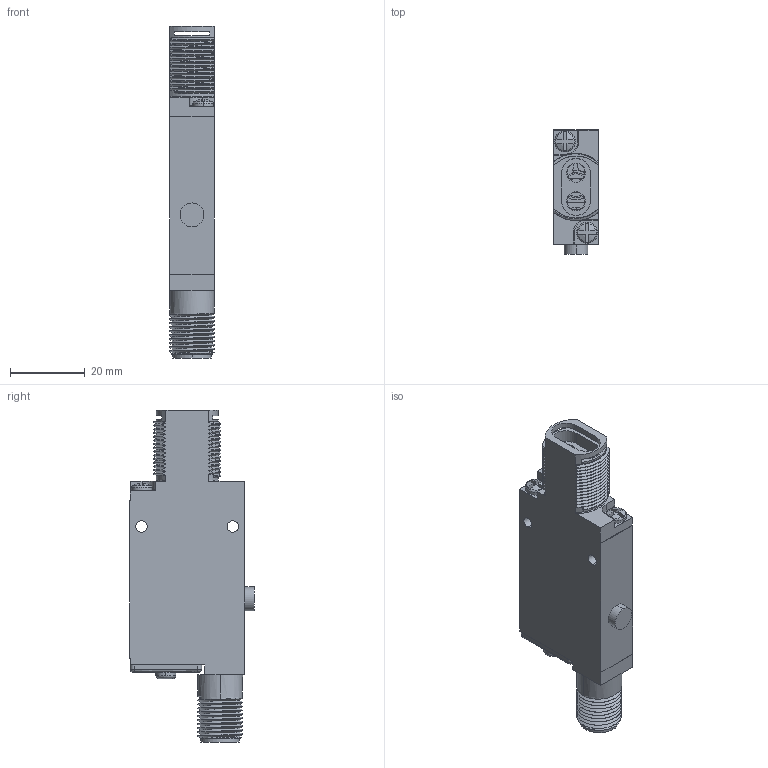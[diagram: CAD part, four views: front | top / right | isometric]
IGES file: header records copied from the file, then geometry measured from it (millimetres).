
Start section:  PTC IGES file: 154478.igs
Global section: file name: 154478.igs; native system: Pro/ENGINEER by Parametric Technology Corporation; preprocessor: 2009141; author: banengservice; organization: Unknown; date: 20110110.134417; units: inch
Bounding box: 11.99 x 33.27 x 88.63 mm (x, y, z)
Volume: 8850.6 mm3; surface area: 15163.6 mm2
Topology: 1 solids, 3 shells, 609 faces, 1631 edges, 1059 vertices
Faces by surface type: bspline 337, revolution 272
